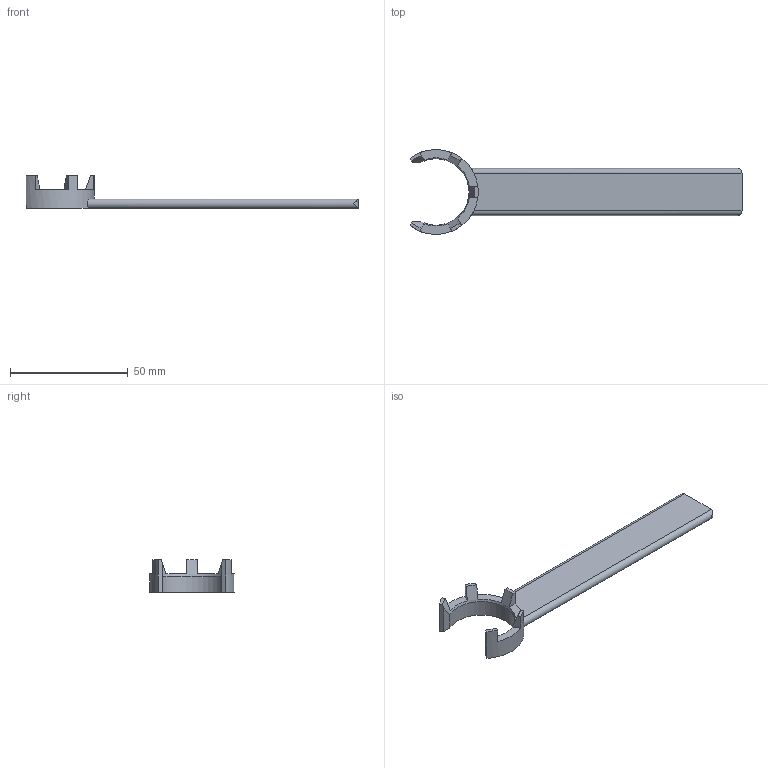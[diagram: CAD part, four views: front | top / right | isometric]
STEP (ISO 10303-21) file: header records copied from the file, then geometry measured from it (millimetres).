
FILE_DESCRIPTION(/* description */ ('Alibre Inc.'),/* implementation_level */ '2;1');
FILE_NAME(/* name */ 'export-CDDEE885-3232-4505-8EFA-BA360E4EB840',/* time_stamp */ '2019-05-28T17:25:42+02:00',/* author */ (''),/* organization */ (''),/* preprocessor_version */ 'ST-DEVELOPER v17',/* originating_system */ 'Alibre',/* authorisation */ '');
FILE_SCHEMA (('AUTOMOTIVE_DESIGN'));
Length unit declared in the file: millimetre
Bounding box: 140.96 x 36 x 14 mm (x, y, z)
Volume: 11166.2 mm3; surface area: 7141.7 mm2
Topology: 1 solids, 1 shells, 31 faces, 85 edges, 56 vertices
Faces by surface type: plane 24, cylinder 6, cone 1
Entity records: 1106 total; most frequent: CARTESIAN_POINT 296, ORIENTED_EDGE 170, DIRECTION 138, EDGE_CURVE 85, AXIS2_PLACEMENT_3D 59, VERTEX_POINT 56, VECTOR 44, LINE 44
